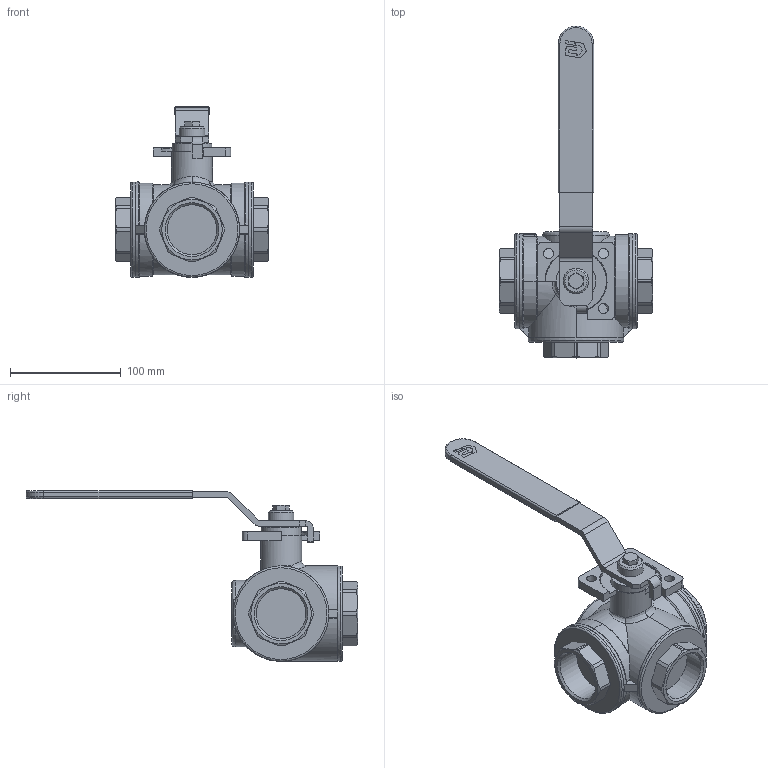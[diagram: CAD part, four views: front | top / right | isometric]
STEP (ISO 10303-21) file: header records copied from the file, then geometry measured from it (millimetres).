
FILE_DESCRIPTION(('HOOPS Exchange Step'),'2;1');
FILE_NAME('GK0800_DN40.stp','2025-11-12T14:59:47+01:00',('nieru'),('Unknown organisation'),'HOOPS Exchange 2024.2','HOOPS Exchange','Unknown authorisation');
FILE_SCHEMA( ('AP203_CONFIGURATION_CONTROLLED_3D_DESIGN_OF_MECHANICAL_PARTS_AND_ASSEMBLIES_MIM_LF') );
Length unit declared in the file: millimetre
Products named in the file (2): 0; root
Assembly tree (1 placements, depth 2):
  root
    0
Bounding box: 138.5 x 299.25 x 153.95 mm (x, y, z)
Volume: 850952.8 mm3; surface area: 97192.5 mm2
Topology: 1 solids, 3 shells, 689 faces, 1920 edges, 1278 vertices
Faces by surface type: plane 359, bspline 183, cylinder 99, cone 30, torus 14, extrusion 2, sphere 2
Full cylindrical faces by diameter (mm): 6.8 x1, 9 x3, 20.337 x1, 21 x1, 21.5 x1, 23 x1, 29 x1, 36 x1, 37 x1, 44.85 x3, 60 x1, 85.8 x3
Entity records: 29433 total; most frequent: CARTESIAN_POINT 12729, ORIENTED_EDGE 3836, DIRECTION 2675, EDGE_CURVE 1918, VERTEX_POINT 1278, VECTOR 1137, LINE 1135, AXIS2_PLACEMENT_3D 769
